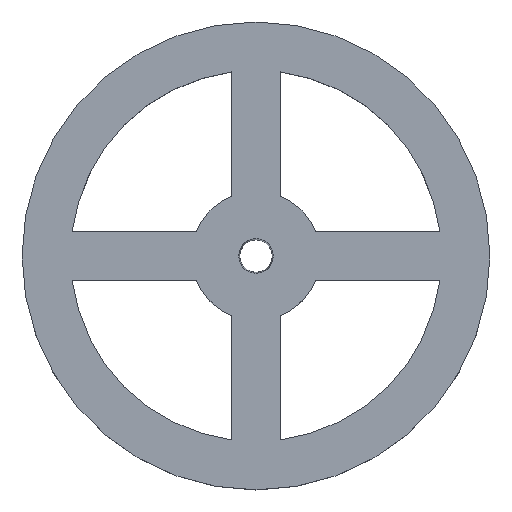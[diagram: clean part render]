
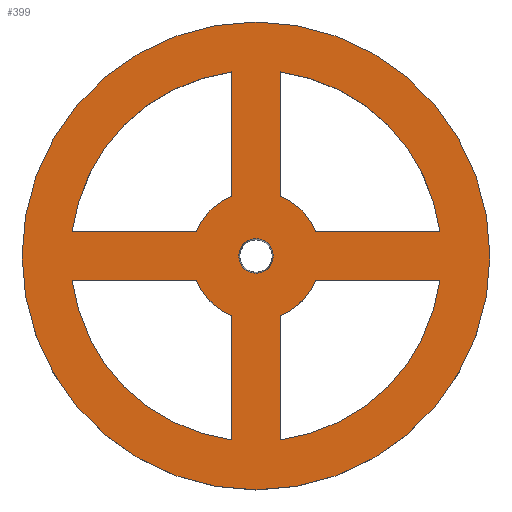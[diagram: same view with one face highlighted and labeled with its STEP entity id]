
A CAD part, top view. The second image highlights one B-rep face of the part: STEP entity #399.
In plain terms, the highlighted planar face has unit normal (0, 0, 1).
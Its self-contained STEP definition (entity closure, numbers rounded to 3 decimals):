
#15=FACE_BOUND('',#94,.T.);
#16=FACE_BOUND('',#95,.T.);
#17=FACE_BOUND('',#96,.T.);
#18=FACE_BOUND('',#97,.T.);
#19=FACE_BOUND('',#98,.T.);
#26=CIRCLE('',#417,57.5);
#28=CIRCLE('',#421,20.);
#30=CIRCLE('',#425,57.5);
#32=CIRCLE('',#429,20.);
#34=CIRCLE('',#433,57.5);
#36=CIRCLE('',#437,20.);
#39=CIRCLE('',#441,5.349);
#40=CIRCLE('',#444,57.5);
#42=CIRCLE('',#448,20.);
#44=CIRCLE('',#451,72.5);
#73=FACE_OUTER_BOUND('',#93,.T.);
#93=EDGE_LOOP('',(#335));
#94=EDGE_LOOP('',(#336,#337,#338,#339));
#95=EDGE_LOOP('',(#340,#341,#342,#343));
#96=EDGE_LOOP('',(#344,#345,#346,#347));
#97=EDGE_LOOP('',(#348));
#98=EDGE_LOOP('',(#349,#350,#351,#352));
#105=LINE('',#575,#139);
#110=LINE('',#589,#144);
#113=LINE('',#599,#147);
#118=LINE('',#613,#152);
#121=LINE('',#623,#155);
#126=LINE('',#637,#160);
#130=LINE('',#653,#164);
#135=LINE('',#667,#169);
#139=VECTOR('',#459,10.);
#144=VECTOR('',#472,10.);
#147=VECTOR('',#483,10.);
#152=VECTOR('',#496,10.);
#155=VECTOR('',#507,10.);
#160=VECTOR('',#520,10.);
#164=VECTOR('',#538,10.);
#169=VECTOR('',#551,10.);
#173=VERTEX_POINT('',#573);
#174=VERTEX_POINT('',#574);
#177=VERTEX_POINT('',#582);
#179=VERTEX_POINT('',#588);
#181=VERTEX_POINT('',#597);
#182=VERTEX_POINT('',#598);
#185=VERTEX_POINT('',#606);
#187=VERTEX_POINT('',#612);
#189=VERTEX_POINT('',#621);
#190=VERTEX_POINT('',#622);
#193=VERTEX_POINT('',#630);
#195=VERTEX_POINT('',#636);
#198=VERTEX_POINT('',#647);
#199=VERTEX_POINT('',#651);
#200=VERTEX_POINT('',#652);
#203=VERTEX_POINT('',#660);
#205=VERTEX_POINT('',#666);
#207=VERTEX_POINT('',#675);
#209=EDGE_CURVE('',#173,#174,#105,.T.);
#213=EDGE_CURVE('',#174,#177,#26,.T.);
#216=EDGE_CURVE('',#177,#179,#110,.T.);
#219=EDGE_CURVE('',#179,#173,#28,.T.);
#221=EDGE_CURVE('',#181,#182,#113,.T.);
#225=EDGE_CURVE('',#182,#185,#30,.T.);
#228=EDGE_CURVE('',#185,#187,#118,.T.);
#231=EDGE_CURVE('',#187,#181,#32,.T.);
#233=EDGE_CURVE('',#189,#190,#121,.T.);
#237=EDGE_CURVE('',#190,#193,#34,.T.);
#240=EDGE_CURVE('',#193,#195,#126,.T.);
#243=EDGE_CURVE('',#195,#189,#36,.T.);
#247=EDGE_CURVE('',#198,#198,#39,.T.);
#248=EDGE_CURVE('',#199,#200,#130,.T.);
#252=EDGE_CURVE('',#200,#203,#40,.T.);
#255=EDGE_CURVE('',#203,#205,#135,.T.);
#258=EDGE_CURVE('',#205,#199,#42,.T.);
#260=EDGE_CURVE('',#207,#207,#44,.T.);
#335=ORIENTED_EDGE('',*,*,#260,.T.);
#336=ORIENTED_EDGE('',*,*,#209,.T.);
#337=ORIENTED_EDGE('',*,*,#213,.T.);
#338=ORIENTED_EDGE('',*,*,#216,.T.);
#339=ORIENTED_EDGE('',*,*,#219,.T.);
#340=ORIENTED_EDGE('',*,*,#221,.T.);
#341=ORIENTED_EDGE('',*,*,#225,.T.);
#342=ORIENTED_EDGE('',*,*,#228,.T.);
#343=ORIENTED_EDGE('',*,*,#231,.T.);
#344=ORIENTED_EDGE('',*,*,#233,.T.);
#345=ORIENTED_EDGE('',*,*,#237,.T.);
#346=ORIENTED_EDGE('',*,*,#240,.T.);
#347=ORIENTED_EDGE('',*,*,#243,.T.);
#348=ORIENTED_EDGE('',*,*,#247,.T.);
#349=ORIENTED_EDGE('',*,*,#248,.T.);
#350=ORIENTED_EDGE('',*,*,#252,.T.);
#351=ORIENTED_EDGE('',*,*,#255,.T.);
#352=ORIENTED_EDGE('',*,*,#258,.T.);
#379=PLANE('',#453);
#399=ADVANCED_FACE('',(#73,#15,#16,#17,#18,#19),#379,.T.);
#417=AXIS2_PLACEMENT_3D('',#583,#465,#466);
#421=AXIS2_PLACEMENT_3D('',#594,#477,#478);
#425=AXIS2_PLACEMENT_3D('',#607,#489,#490);
#429=AXIS2_PLACEMENT_3D('',#618,#501,#502);
#433=AXIS2_PLACEMENT_3D('',#631,#513,#514);
#437=AXIS2_PLACEMENT_3D('',#642,#525,#526);
#441=AXIS2_PLACEMENT_3D('',#649,#534,#535);
#444=AXIS2_PLACEMENT_3D('',#661,#544,#545);
#448=AXIS2_PLACEMENT_3D('',#672,#556,#557);
#451=AXIS2_PLACEMENT_3D('',#676,#562,#563);
#453=AXIS2_PLACEMENT_3D('',#680,#567,#568);
#459=DIRECTION('',(0.,1.,0.));
#465=DIRECTION('center_axis',(0.,0.,-1.));
#466=DIRECTION('ref_axis',(0.991,0.13,0.));
#472=DIRECTION('',(-1.,0.,0.));
#477=DIRECTION('center_axis',(0.,0.,1.));
#478=DIRECTION('ref_axis',(0.927,0.375,0.));
#483=DIRECTION('',(1.,0.,0.));
#489=DIRECTION('center_axis',(0.,0.,-1.));
#490=DIRECTION('ref_axis',(0.13,-0.991,0.));
#496=DIRECTION('',(0.,1.,0.));
#501=DIRECTION('center_axis',(0.,0.,1.));
#502=DIRECTION('ref_axis',(0.375,-0.927,0.));
#507=DIRECTION('',(0.,-1.,0.));
#513=DIRECTION('center_axis',(0.,0.,-1.));
#514=DIRECTION('ref_axis',(-0.991,-0.13,0.));
#520=DIRECTION('',(1.,0.,0.));
#525=DIRECTION('center_axis',(0.,0.,1.));
#526=DIRECTION('ref_axis',(-0.927,-0.375,0.));
#534=DIRECTION('center_axis',(0.,0.,-1.));
#535=DIRECTION('ref_axis',(1.,0.,0.));
#538=DIRECTION('',(-1.,0.,0.));
#544=DIRECTION('center_axis',(0.,0.,-1.));
#545=DIRECTION('ref_axis',(-0.13,0.991,0.));
#551=DIRECTION('',(0.,-1.,0.));
#556=DIRECTION('center_axis',(0.,0.,1.));
#557=DIRECTION('ref_axis',(-0.375,0.927,0.));
#562=DIRECTION('center_axis',(0.,0.,1.));
#563=DIRECTION('ref_axis',(1.,0.,0.));
#567=DIRECTION('center_axis',(0.,0.,1.));
#568=DIRECTION('ref_axis',(1.,0.,0.));
#573=CARTESIAN_POINT('',(7.5,18.54,20.));
#574=CARTESIAN_POINT('',(7.5,57.009,20.));
#575=CARTESIAN_POINT('',(7.5,28.504,20.));
#582=CARTESIAN_POINT('',(57.009,7.5,20.));
#583=CARTESIAN_POINT('Origin',(0.,0.,20.));
#588=CARTESIAN_POINT('',(18.54,7.5,20.));
#589=CARTESIAN_POINT('',(9.27,7.5,20.));
#594=CARTESIAN_POINT('Origin',(0.,0.,20.));
#597=CARTESIAN_POINT('',(18.54,-7.5,20.));
#598=CARTESIAN_POINT('',(57.009,-7.5,20.));
#599=CARTESIAN_POINT('',(28.504,-7.5,20.));
#606=CARTESIAN_POINT('',(7.5,-57.009,20.));
#607=CARTESIAN_POINT('Origin',(0.,0.,20.));
#612=CARTESIAN_POINT('',(7.5,-18.54,20.));
#613=CARTESIAN_POINT('',(7.5,-9.27,20.));
#618=CARTESIAN_POINT('Origin',(0.,0.,20.));
#621=CARTESIAN_POINT('',(-7.5,-18.54,20.));
#622=CARTESIAN_POINT('',(-7.5,-57.009,20.));
#623=CARTESIAN_POINT('',(-7.5,-28.504,20.));
#630=CARTESIAN_POINT('',(-57.009,-7.5,20.));
#631=CARTESIAN_POINT('Origin',(0.,0.,20.));
#636=CARTESIAN_POINT('',(-18.54,-7.5,20.));
#637=CARTESIAN_POINT('',(-9.27,-7.5,20.));
#642=CARTESIAN_POINT('Origin',(0.,0.,20.));
#647=CARTESIAN_POINT('',(-5.349,0.,20.));
#649=CARTESIAN_POINT('Origin',(0.,0.,20.));
#651=CARTESIAN_POINT('',(-18.54,7.5,20.));
#652=CARTESIAN_POINT('',(-57.009,7.5,20.));
#653=CARTESIAN_POINT('',(-28.504,7.5,20.));
#660=CARTESIAN_POINT('',(-7.5,57.009,20.));
#661=CARTESIAN_POINT('Origin',(0.,0.,20.));
#666=CARTESIAN_POINT('',(-7.5,18.54,20.));
#667=CARTESIAN_POINT('',(-7.5,9.27,20.));
#672=CARTESIAN_POINT('Origin',(0.,0.,20.));
#675=CARTESIAN_POINT('',(-72.5,0.,20.));
#676=CARTESIAN_POINT('Origin',(0.,0.,20.));
#680=CARTESIAN_POINT('Origin',(0.,0.,20.));
